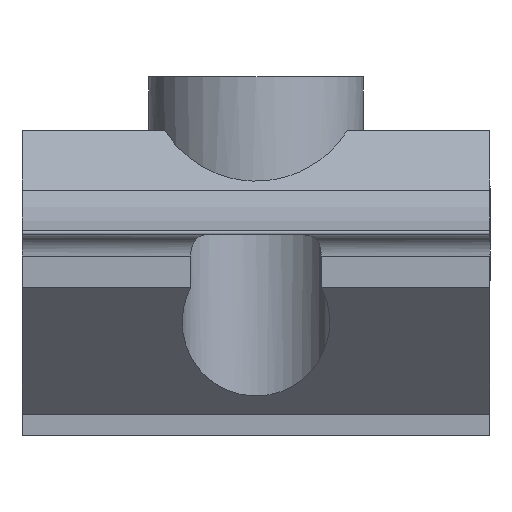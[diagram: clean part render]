
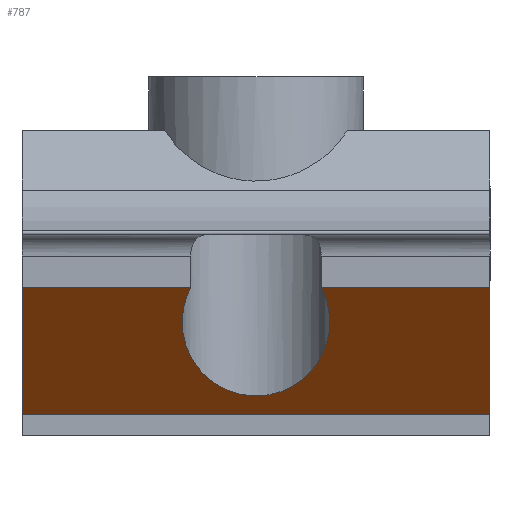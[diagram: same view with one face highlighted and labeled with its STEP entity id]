
A CAD part, front view. The second image highlights one B-rep face of the part: STEP entity #787.
In plain terms, the highlighted planar face has unit normal (0, -0.707, -0.707).
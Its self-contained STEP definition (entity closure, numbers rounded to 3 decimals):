
#34=PLANE('',#866);
#68=FACE_OUTER_BOUND('',#117,.T.);
#117=EDGE_LOOP('',(#613,#614,#615,#616,#617,#618));
#144=ELLIPSE('',#827,4.95,3.5);
#173=LINE('',#1245,#249);
#180=LINE('',#1264,#256);
#187=LINE('',#1292,#263);
#188=LINE('',#1293,#264);
#189=LINE('',#1294,#265);
#249=VECTOR('',#984,10.);
#256=VECTOR('',#1001,10.);
#263=VECTOR('',#1028,10.);
#264=VECTOR('',#1029,10.);
#265=VECTOR('',#1030,10.);
#337=VERTEX_POINT('',#1153);
#338=VERTEX_POINT('',#1155);
#368=VERTEX_POINT('',#1244);
#374=VERTEX_POINT('',#1262);
#375=VERTEX_POINT('',#1263);
#386=VERTEX_POINT('',#1291);
#413=EDGE_CURVE('',#338,#337,#144,.T.);
#452=EDGE_CURVE('',#368,#338,#173,.T.);
#461=EDGE_CURVE('',#374,#375,#180,.T.);
#474=EDGE_CURVE('',#337,#386,#187,.T.);
#475=EDGE_CURVE('',#386,#374,#188,.T.);
#476=EDGE_CURVE('',#375,#368,#189,.T.);
#613=ORIENTED_EDGE('',*,*,#413,.T.);
#614=ORIENTED_EDGE('',*,*,#474,.T.);
#615=ORIENTED_EDGE('',*,*,#475,.T.);
#616=ORIENTED_EDGE('',*,*,#461,.T.);
#617=ORIENTED_EDGE('',*,*,#476,.T.);
#618=ORIENTED_EDGE('',*,*,#452,.T.);
#787=ADVANCED_FACE('',(#68),#34,.T.);
#827=AXIS2_PLACEMENT_3D('',#1156,#910,#911);
#866=AXIS2_PLACEMENT_3D('',#1290,#1026,#1027);
#910=DIRECTION('center_axis',(0.,0.707,0.707));
#911=DIRECTION('ref_axis',(0.,0.707,-0.707));
#984=DIRECTION('',(-1.,0.,0.));
#1001=DIRECTION('',(1.,0.,0.));
#1026=DIRECTION('center_axis',(0.,-0.707,
-0.707));
#1027=DIRECTION('ref_axis',(-1.,0.,0.));
#1028=DIRECTION('',(-1.,0.,0.));
#1029=DIRECTION('',(0.,0.707,-0.707));
#1030=DIRECTION('',(0.,-0.707,0.707));
#1153=CARTESIAN_POINT('',(-3.013,50.866,-40.431));
#1155=CARTESIAN_POINT('',(3.177,50.866,-40.431));
#1156=CARTESIAN_POINT('Origin',(0.082,52.5,-42.065));
#1244=CARTESIAN_POINT('',(11.182,50.866,-40.431));
#1245=CARTESIAN_POINT('',(5.049,50.866,-40.431));
#1262=CARTESIAN_POINT('',(-11.018,56.866,-46.431));
#1263=CARTESIAN_POINT('',(11.182,56.866,-46.431));
#1264=CARTESIAN_POINT('',(-1.085,56.866,-46.431));
#1290=CARTESIAN_POINT('Origin',(-1.085,53.866,-43.431));
#1291=CARTESIAN_POINT('',(-11.018,50.866,-40.431));
#1292=CARTESIAN_POINT('',(-1.085,50.866,-40.431));
#1293=CARTESIAN_POINT('',(-11.018,51.19,-40.755));
#1294=CARTESIAN_POINT('',(11.182,47.343,-36.908));
